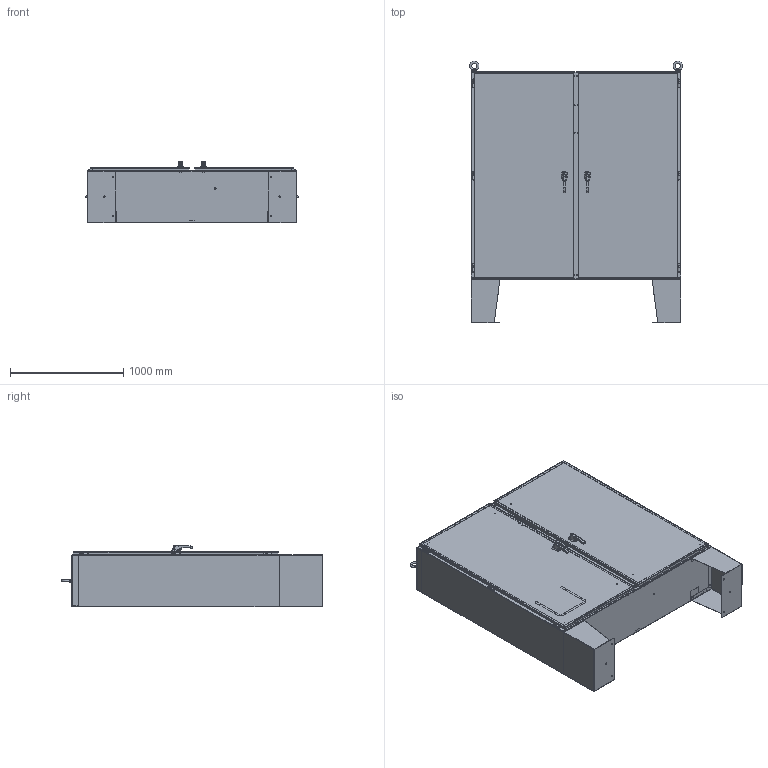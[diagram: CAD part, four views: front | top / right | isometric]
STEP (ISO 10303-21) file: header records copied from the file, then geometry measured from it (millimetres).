
FILE_DESCRIPTION (( 'STEP AP214' ), '1' );
FILE_NAME ('2UDCP727318FFTC.STEP', '2019-07-19T17:17:31', ( '' ), ( '' ), 'SwSTEP 2.0', 'SolidWorks 2018', '' );
FILE_SCHEMA (( 'AUTOMOTIVE_DESIGN' ));
Length unit declared in the file: inch
Products named in the file (1): 2UDCP727318FFTC
Bounding box: 1879.54 x 2306.17 x 545.21 mm (x, y, z)
Volume: 80413029.9 mm3; surface area: 33277021.7 mm2
Topology: 180 solids, 180 shells, 2714 faces, 6464 edges, 4151 vertices
Faces by surface type: plane 1568, cylinder 814, bspline 181, cone 142, torus 9
Full cylindrical faces by diameter (mm): 3.68 x1, 4.249 x2, 4.394 x2, 4.75 x3, 4.775 x4, 4.928 x1, 4.976 x5, 5.004 x1, 5.105 x6, 5.842 x2, 5.893 x2, 5.918 x2, 6.248 x6, 6.35 x37, 6.477 x3, 6.528 x8, 6.756 x1, 7.112 x10, 7.137 x18, 7.163 x1, 7.366 x3, 7.442 x6, 7.805 x10, 7.937 x6, 7.95 x16, 8.128 x2, 8.255 x2, 8.331 x6, 8.382 x8, 8.855 x1
Entity records: 133943 total; most frequent: CARTESIAN_POINT 37328, DIRECTION 11858, ORIENTED_EDGE 11850, EDGE_CURVE 5925, AXIS2_PLACEMENT_3D 4237, VERTEX_POINT 4111, EDGE_LOOP 3594, VECTOR 3384
